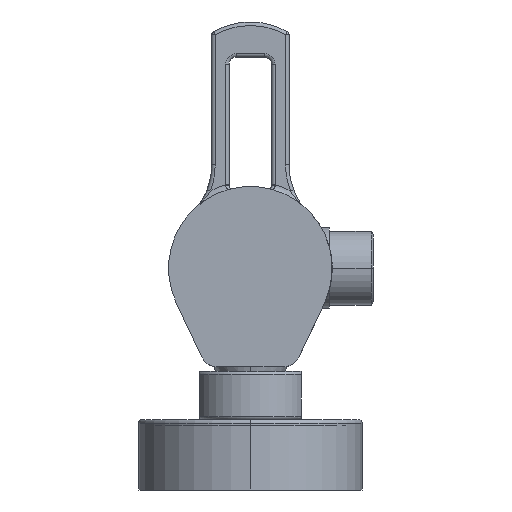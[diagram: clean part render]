
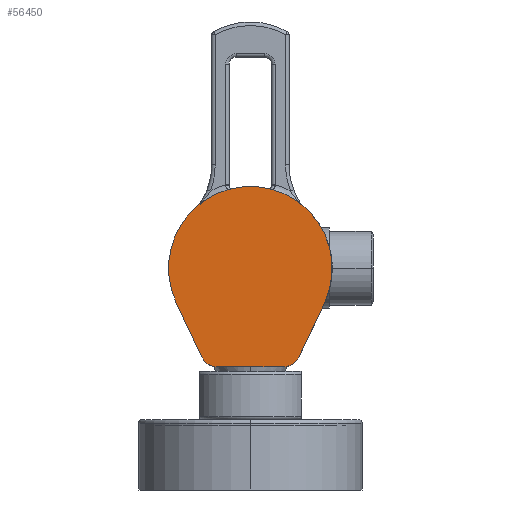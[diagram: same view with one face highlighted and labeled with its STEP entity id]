
A CAD part, left-side view. The second image highlights one B-rep face of the part: STEP entity #56450.
In plain terms, the highlighted planar face has unit normal (-1, 0, 0).
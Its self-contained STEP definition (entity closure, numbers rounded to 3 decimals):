
#17346=CARTESIAN_POINT('',(-112.,9.33,-23.));
#17347=DIRECTION('',(-1.,0.,0.));
#17348=DIRECTION('',(0.,0.904,-0.427));
#17349=AXIS2_PLACEMENT_3D('',#17346,#17347,#17348);
#17351=DIRECTION('',(0.,0.427,0.904));
#17352=VECTOR('',#17351,16.822);
#17353=CARTESIAN_POINT('',(-112.,13.852,-25.133));
#17354=LINE('',#17353,#17352);
#17355=CARTESIAN_POINT('',(-112.,0.,0.));
#17356=DIRECTION('',(1.,0.,0.));
#17357=DIRECTION('',(0.,0.904,-0.427));
#17358=AXIS2_PLACEMENT_3D('',#17355,#17356,#17357);
#17360=DIRECTION('',(0.,0.427,-0.904));
#17361=VECTOR('',#17360,16.822);
#17362=CARTESIAN_POINT('',(-112.,-21.028,-9.918));
#17363=LINE('',#17362,#17361);
#17364=CARTESIAN_POINT('',(-112.,-9.33,-23.));
#17365=DIRECTION('',(-1.,0.,0.));
#17366=DIRECTION('',(0.,0.,-1.));
#17367=AXIS2_PLACEMENT_3D('',#17364,#17365,#17366);
#17369=DIRECTION('',(0.,1.,0.));
#17370=VECTOR('',#17369,18.66);
#17371=CARTESIAN_POINT('',(-112.,-9.33,-28.));
#17372=LINE('',#17371,#17370);
#26421=CARTESIAN_POINT('',(-112.,21.028,-9.918));
#26422=CARTESIAN_POINT('',(-112.,-21.028,-9.918));
#26423=VERTEX_POINT('',#26421);
#26424=VERTEX_POINT('',#26422);
#26429=CARTESIAN_POINT('',(-112.,13.852,-25.133));
#26430=CARTESIAN_POINT('',(-112.,9.33,-28.));
#26431=VERTEX_POINT('',#26429);
#26432=VERTEX_POINT('',#26430);
#26437=CARTESIAN_POINT('',(-112.,-9.33,-28.));
#26438=CARTESIAN_POINT('',(-112.,-13.852,-25.133));
#26439=VERTEX_POINT('',#26437);
#26440=VERTEX_POINT('',#26438);
#56433=CARTESIAN_POINT('',(-112.,0.,0.));
#56434=DIRECTION('',(1.,0.,0.));
#56435=DIRECTION('',(0.,0.,-1.));
#56436=AXIS2_PLACEMENT_3D('',#56433,#56434,#56435);
#56437=PLANE('',#56436);
#56438=ORIENTED_EDGE('',*,*,#56347,.F.);
#56440=ORIENTED_EDGE('',*,*,#56439,.T.);
#56442=ORIENTED_EDGE('',*,*,#56441,.T.);
#56444=ORIENTED_EDGE('',*,*,#56443,.T.);
#56446=ORIENTED_EDGE('',*,*,#56445,.F.);
#56447=ORIENTED_EDGE('',*,*,#56419,.T.);
#56448=EDGE_LOOP('',(#56438,#56440,#56442,#56444,#56446,#56447));
#56449=FACE_OUTER_BOUND('',#56448,.F.);
#56450=ADVANCED_FACE('',(#56449),#56437,.F.);
#17350=CIRCLE('',#17349,5.);
#17359=CIRCLE('',#17358,23.25);
#17368=CIRCLE('',#17367,5.);
#56347=EDGE_CURVE('',#26431,#26432,#17350,.T.);
#56419=EDGE_CURVE('',#26439,#26432,#17372,.T.);
#56439=EDGE_CURVE('',#26431,#26423,#17354,.T.);
#56441=EDGE_CURVE('',#26423,#26424,#17359,.T.);
#56443=EDGE_CURVE('',#26424,#26440,#17363,.T.);
#56445=EDGE_CURVE('',#26439,#26440,#17368,.T.);
